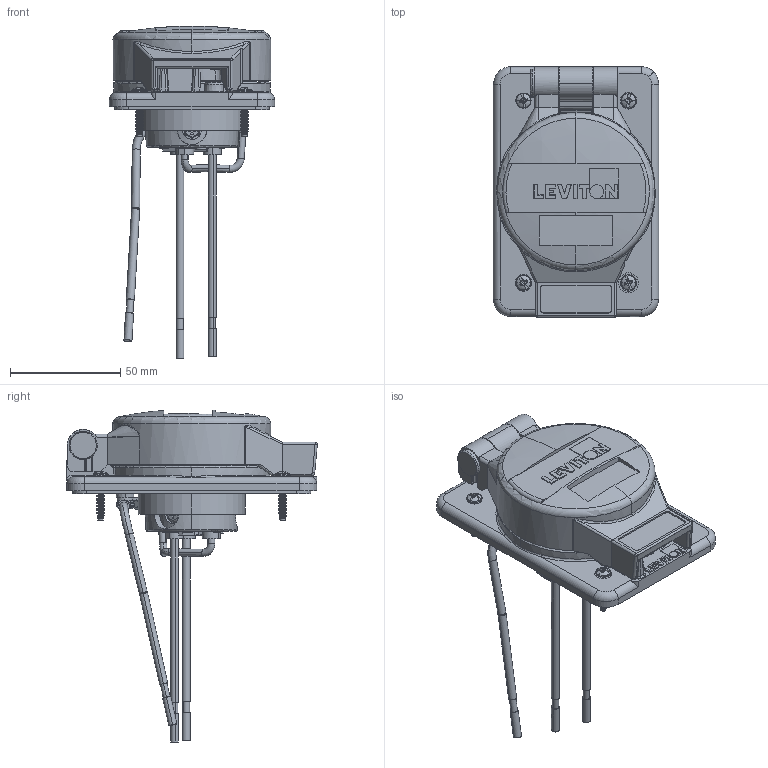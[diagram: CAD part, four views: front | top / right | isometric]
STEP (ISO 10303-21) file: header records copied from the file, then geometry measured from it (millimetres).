
FILE_DESCRIPTION (( 'STEP AP214' ), '1' );
FILE_NAME ('CATSTD-LNR96-000-M01.STEP', '2020-07-08T18:59:24', ( '' ), ( '' ), 'SwSTEP 2.0', 'SolidWorks 2017', '' );
FILE_SCHEMA (( 'AUTOMOTIVE_DESIGN' ));
Length unit declared in the file: millimetre
Products named in the file (1): CATSTD-LNR96-000-M01
Bounding box: 74.93 x 113.59 x 150.51 mm (x, y, z)
Volume: 221411.2 mm3; surface area: 49452.8 mm2
Topology: 2 solids, 2 shells, 1609 faces, 4136 edges, 2593 vertices
Faces by surface type: plane 617, cone 455, cylinder 340, torus 98, bspline 71, sphere 28
Entity records: 63349 total; most frequent: CARTESIAN_POINT 24366, DIRECTION 8315, ORIENTED_EDGE 8250, EDGE_CURVE 4125, AXIS2_PLACEMENT_3D 3132, VERTEX_POINT 2594, VECTOR 2051, LINE 2051
